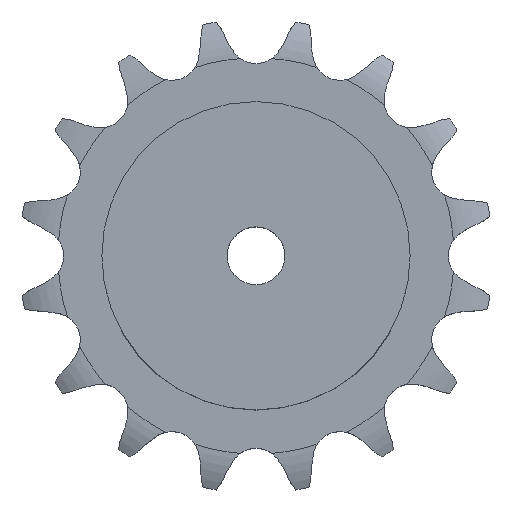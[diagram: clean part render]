
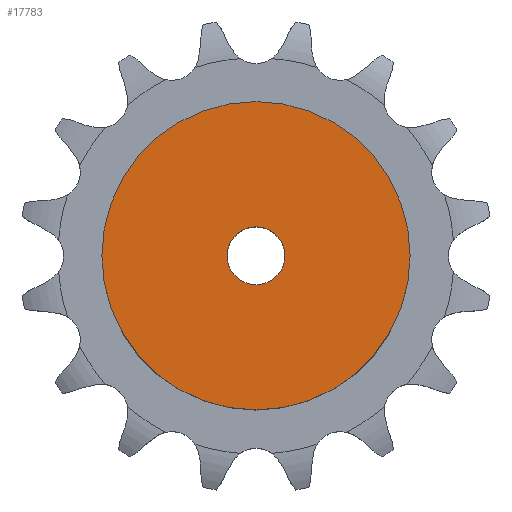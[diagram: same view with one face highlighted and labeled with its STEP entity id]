
A CAD part, top view. The second image highlights one B-rep face of the part: STEP entity #17783.
In plain terms, the highlighted planar face has unit normal (0, 0, 1).
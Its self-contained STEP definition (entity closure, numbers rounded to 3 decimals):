
#2517 = CYLINDRICAL_SURFACE('',#2518,80.);
#2518 = AXIS2_PLACEMENT_3D('',#2519,#2520,#2521);
#2519 = CARTESIAN_POINT('',(0.,0.,0.));
#2520 = DIRECTION('',(-0.,-0.,-1.));
#2521 = DIRECTION('',(1.,0.,0.));
#11462 = VERTEX_POINT('',#11463);
#11463 = CARTESIAN_POINT('',(80.,0.,75.));
#11484 = EDGE_CURVE('',#11462,#11462,#11485,.T.);
#11485 = SURFACE_CURVE('',#11486,(#11491,#11498),.PCURVE_S1.);
#11486 = CIRCLE('',#11487,80.);
#11487 = AXIS2_PLACEMENT_3D('',#11488,#11489,#11490);
#11488 = CARTESIAN_POINT('',(0.,0.,75.));
#11489 = DIRECTION('',(0.,0.,1.));
#11490 = DIRECTION('',(1.,0.,0.));
#11491 = PCURVE('',#2517,#11492);
#11492 = DEFINITIONAL_REPRESENTATION('',(#11493),#11497);
#11493 = LINE('',#11494,#11495);
#11494 = CARTESIAN_POINT('',(-0.,-75.));
#11495 = VECTOR('',#11496,1.);
#11496 = DIRECTION('',(-1.,0.));
#11497 = ( GEOMETRIC_REPRESENTATION_CONTEXT(2) 
PARAMETRIC_REPRESENTATION_CONTEXT() REPRESENTATION_CONTEXT('2D SPACE',''
  ) );
#11498 = PCURVE('',#11499,#11504);
#11499 = PLANE('',#11500);
#11500 = AXIS2_PLACEMENT_3D('',#11501,#11502,#11503);
#11501 = CARTESIAN_POINT('',(0.,0.,75.)
  );
#11502 = DIRECTION('',(0.,0.,1.));
#11503 = DIRECTION('',(1.,0.,0.));
#11504 = DEFINITIONAL_REPRESENTATION('',(#11505),#11509);
#11505 = CIRCLE('',#11506,80.);
#11506 = AXIS2_PLACEMENT_2D('',#11507,#11508);
#11507 = CARTESIAN_POINT('',(0.,0.));
#11508 = DIRECTION('',(1.,0.));
#11509 = ( GEOMETRIC_REPRESENTATION_CONTEXT(2) 
PARAMETRIC_REPRESENTATION_CONTEXT() REPRESENTATION_CONTEXT('2D SPACE',''
  ) );
#15237 = CYLINDRICAL_SURFACE('',#15238,15.);
#15238 = AXIS2_PLACEMENT_3D('',#15239,#15240,#15241);
#15239 = CARTESIAN_POINT('',(0.,0.,391.656));
#15240 = DIRECTION('',(0.,0.,1.));
#15241 = DIRECTION('',(1.,0.,0.));
#17783 = ADVANCED_FACE('',(#17784,#17787),#11499,.T.);
#17784 = FACE_BOUND('',#17785,.T.);
#17785 = EDGE_LOOP('',(#17786));
#17786 = ORIENTED_EDGE('',*,*,#11484,.T.);
#17787 = FACE_BOUND('',#17788,.T.);
#17788 = EDGE_LOOP('',(#17789));
#17789 = ORIENTED_EDGE('',*,*,#17790,.F.);
#17790 = EDGE_CURVE('',#17791,#17791,#17793,.T.);
#17791 = VERTEX_POINT('',#17792);
#17792 = CARTESIAN_POINT('',(15.,0.,75.));
#17793 = SURFACE_CURVE('',#17794,(#17799,#17806),.PCURVE_S1.);
#17794 = CIRCLE('',#17795,15.);
#17795 = AXIS2_PLACEMENT_3D('',#17796,#17797,#17798);
#17796 = CARTESIAN_POINT('',(0.,0.,75.));
#17797 = DIRECTION('',(0.,0.,1.));
#17798 = DIRECTION('',(1.,0.,0.));
#17799 = PCURVE('',#11499,#17800);
#17800 = DEFINITIONAL_REPRESENTATION('',(#17801),#17805);
#17801 = CIRCLE('',#17802,15.);
#17802 = AXIS2_PLACEMENT_2D('',#17803,#17804);
#17803 = CARTESIAN_POINT('',(0.,0.));
#17804 = DIRECTION('',(1.,0.));
#17805 = ( GEOMETRIC_REPRESENTATION_CONTEXT(2) 
PARAMETRIC_REPRESENTATION_CONTEXT() REPRESENTATION_CONTEXT('2D SPACE',''
  ) );
#17806 = PCURVE('',#15237,#17807);
#17807 = DEFINITIONAL_REPRESENTATION('',(#17808),#17812);
#17808 = LINE('',#17809,#17810);
#17809 = CARTESIAN_POINT('',(0.,-316.656));
#17810 = VECTOR('',#17811,1.);
#17811 = DIRECTION('',(1.,0.));
#17812 = ( GEOMETRIC_REPRESENTATION_CONTEXT(2) 
PARAMETRIC_REPRESENTATION_CONTEXT() REPRESENTATION_CONTEXT('2D SPACE',''
  ) );
